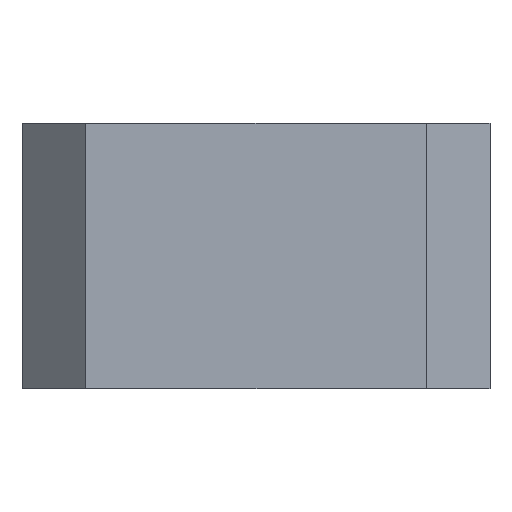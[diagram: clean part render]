
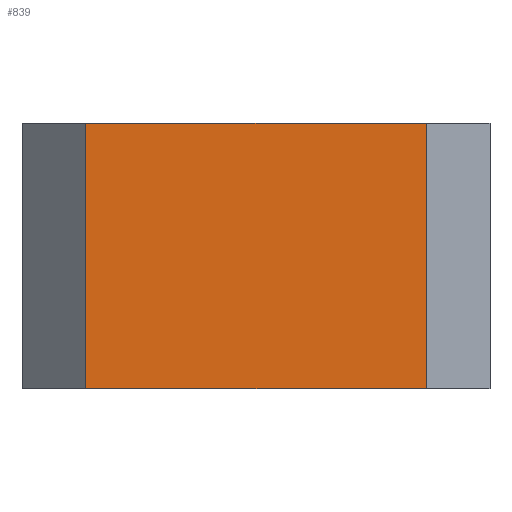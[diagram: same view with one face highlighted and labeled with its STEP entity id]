
A CAD part, front view. The second image highlights one B-rep face of the part: STEP entity #839.
In plain terms, the highlighted planar face has unit normal (0, -1, 0).
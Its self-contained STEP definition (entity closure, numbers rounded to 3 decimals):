
#106=FACE_OUTER_BOUND('',#152,.T.);
#152=EDGE_LOOP('',(#739,#740,#741,#742));
#170=LINE('',#1198,#257);
#238=LINE('',#1391,#325);
#239=LINE('',#1394,#326);
#240=LINE('',#1395,#327);
#257=VECTOR('',#951,16.);
#325=VECTOR('',#1145,12.5);
#326=VECTOR('',#1148,16.);
#327=VECTOR('',#1149,12.5);
#346=VERTEX_POINT('',#1195);
#347=VERTEX_POINT('',#1197);
#409=VERTEX_POINT('',#1389);
#410=VERTEX_POINT('',#1393);
#428=EDGE_CURVE('',#346,#347,#170,.T.);
#525=EDGE_CURVE('',#409,#346,#238,.T.);
#526=EDGE_CURVE('',#410,#409,#239,.T.);
#527=EDGE_CURVE('',#347,#410,#240,.T.);
#739=ORIENTED_EDGE('',*,*,#525,.F.);
#740=ORIENTED_EDGE('',*,*,#526,.F.);
#741=ORIENTED_EDGE('',*,*,#527,.F.);
#742=ORIENTED_EDGE('',*,*,#428,.F.);
#796=PLANE('',#917);
#839=ADVANCED_FACE('',(#106),#796,.T.);
#917=AXIS2_PLACEMENT_3D('',#1392,#1146,#1147);
#951=DIRECTION('',(1.,0.,0.));
#1145=DIRECTION('',(0.,0.,1.));
#1146=DIRECTION('center_axis',(0.,-1.,0.));
#1147=DIRECTION('ref_axis',(1.,0.,0.));
#1148=DIRECTION('',(-1.,0.,0.));
#1149=DIRECTION('',(0.,0.,-1.));
#1195=CARTESIAN_POINT('',(-8.,-11.,12.5));
#1197=CARTESIAN_POINT('',(8.,-11.,12.5));
#1198=CARTESIAN_POINT('',(-8.,-11.,12.5));
#1389=CARTESIAN_POINT('',(-8.,-11.,0.));
#1391=CARTESIAN_POINT('',(-8.,-11.,0.));
#1392=CARTESIAN_POINT('Origin',(-11.,-11.,0.));
#1393=CARTESIAN_POINT('',(8.,-11.,0.));
#1394=CARTESIAN_POINT('',(11.,-11.,0.));
#1395=CARTESIAN_POINT('',(8.,-11.,0.));
